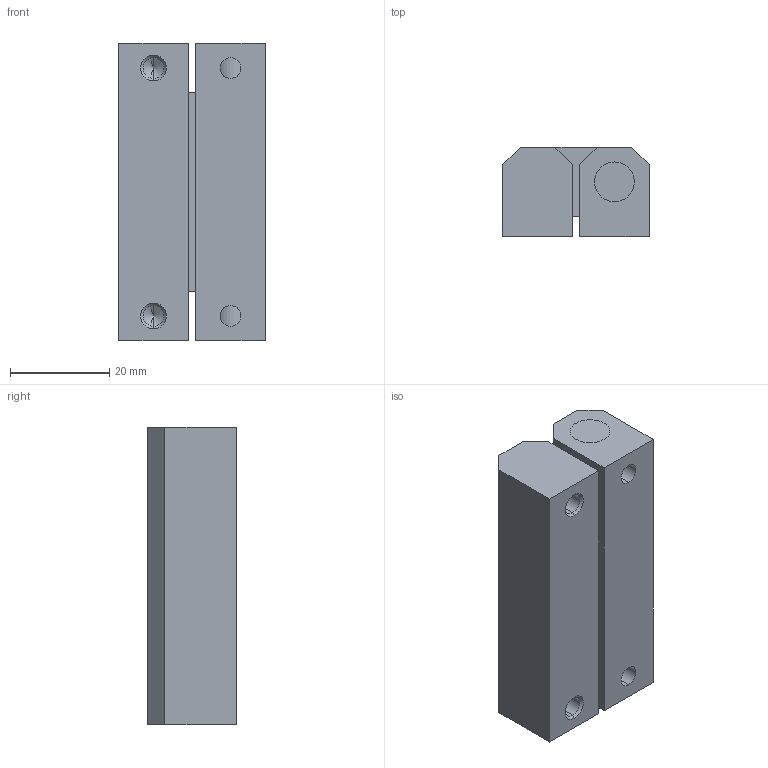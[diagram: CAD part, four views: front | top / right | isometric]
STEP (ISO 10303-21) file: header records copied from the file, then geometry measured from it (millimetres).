
FILE_DESCRIPTION (( 'STEP AP203' ), '1' );
FILE_NAME ('FB-735-A-2.STEP', '2013-01-09T06:51:13', ( '11sw' ), ( 'タキゲン製造株式会社' ), 'SwSTEP 2.0', 'SolidWorks 2011', '' );
FILE_SCHEMA (( 'CONFIG_CONTROL_DESIGN' ));
Length unit declared in the file: millimetre
Products named in the file (4): FB-735-A僸儞僕A__FB-735-A-2; FB-735-A僸儞僕B__FB-735-A-2; FB-735-A僔儍僼僩__FB-735-A-2; FB-735-A-2
Assembly tree (3 placements, depth 2):
  FB-735-A-2
    FB-735-A僸儞僕A__FB-735-A-2
    FB-735-A僔儍僼僩__FB-735-A-2
    FB-735-A僸儞僕B__FB-735-A-2
Bounding box: 29.5 x 18 x 60 mm (x, y, z)
Volume: 27447.4 mm3; surface area: 12484.6 mm2
Topology: 3 solids, 3 shells, 61 faces, 151 edges, 94 vertices
Faces by surface type: plane 30, cylinder 19, cone 12
Entity records: 2311 total; most frequent: CARTESIAN_POINT 428, DIRECTION 317, ORIENTED_EDGE 294, EDGE_CURVE 147, AXIS2_PLACEMENT_3D 107, VECTOR 103, LINE 103, VERTEX_POINT 94
